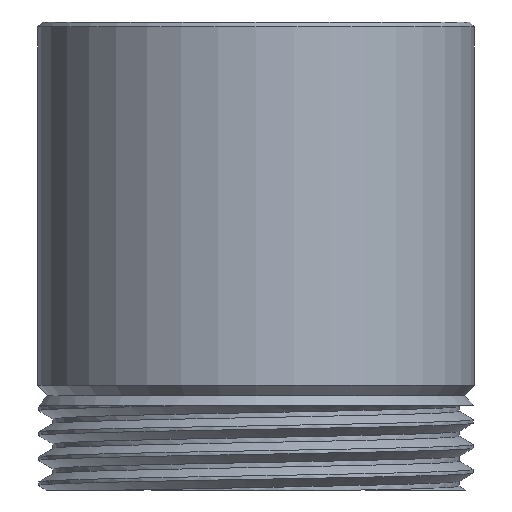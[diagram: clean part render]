
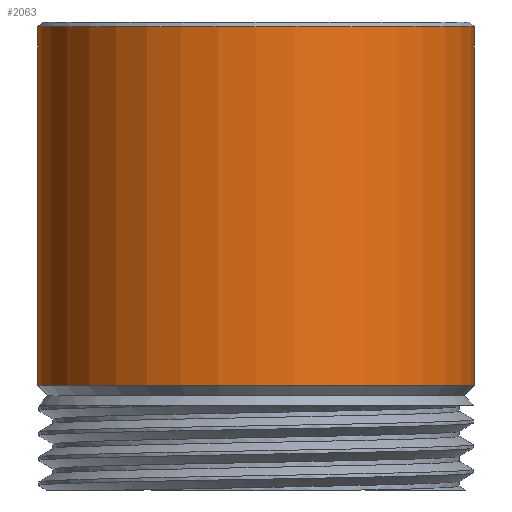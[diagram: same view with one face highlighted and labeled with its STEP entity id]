
A CAD part, front view. The second image highlights one B-rep face of the part: STEP entity #2063.
In plain terms, the highlighted cylindrical face has radius 35 mm (diameter 70 mm), a full revolution.
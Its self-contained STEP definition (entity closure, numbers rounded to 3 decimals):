
#233=FACE_OUTER_BOUND('',#371,.T.);
#371=EDGE_LOOP('',(#1931,#1932,#1933,#1934,#1935,#1936));
#389=CIRCLE('',#2150,35.);
#390=CIRCLE('',#2151,35.);
#393=CIRCLE('',#2195,35.);
#394=CIRCLE('',#2196,35.);
#660=LINE('',#5956,#883);
#883=VECTOR('',#2660,35.);
#1054=VERTEX_POINT('',#5441);
#1055=VERTEX_POINT('',#5443);
#1074=VERTEX_POINT('',#5950);
#1075=VERTEX_POINT('',#5951);
#1301=EDGE_CURVE('',#1054,#1055,#389,.T.);
#1302=EDGE_CURVE('',#1055,#1054,#390,.T.);
#1360=EDGE_CURVE('',#1074,#1075,#393,.T.);
#1361=EDGE_CURVE('',#1075,#1074,#394,.T.);
#1363=EDGE_CURVE('',#1055,#1074,#660,.T.);
#1931=ORIENTED_EDGE('',*,*,#1301,.F.);
#1932=ORIENTED_EDGE('',*,*,#1302,.F.);
#1933=ORIENTED_EDGE('',*,*,#1363,.T.);
#1934=ORIENTED_EDGE('',*,*,#1360,.T.);
#1935=ORIENTED_EDGE('',*,*,#1361,.T.);
#1936=ORIENTED_EDGE('',*,*,#1363,.F.);
#1961=CYLINDRICAL_SURFACE('',#2197,35.);
#2063=ADVANCED_FACE('',(#233),#1961,.T.);
#2150=AXIS2_PLACEMENT_3D('',#5444,#2511,#2512);
#2151=AXIS2_PLACEMENT_3D('',#5445,#2513,#2514);
#2195=AXIS2_PLACEMENT_3D('',#5952,#2653,#2654);
#2196=AXIS2_PLACEMENT_3D('',#5953,#2655,#2656);
#2197=AXIS2_PLACEMENT_3D('',#5955,#2658,#2659);
#2511=DIRECTION('center_axis',(0.,0.,1.));
#2512=DIRECTION('ref_axis',(-1.,0.,0.));
#2513=DIRECTION('center_axis',(0.,0.,1.));
#2514=DIRECTION('ref_axis',(-1.,0.,0.));
#2653=DIRECTION('center_axis',(0.,0.,1.));
#2654=DIRECTION('ref_axis',(1.,0.,0.));
#2655=DIRECTION('center_axis',(0.,0.,1.));
#2656=DIRECTION('ref_axis',(1.,0.,0.));
#2658=DIRECTION('center_axis',(0.,0.,1.));
#2659=DIRECTION('ref_axis',(1.,0.,0.));
#2660=DIRECTION('',(0.,0.,-1.));
#5441=CARTESIAN_POINT('',(35.,0.,74.2));
#5443=CARTESIAN_POINT('',(-35.,0.,74.2));
#5444=CARTESIAN_POINT('Origin',(0.,0.,74.2));
#5445=CARTESIAN_POINT('Origin',(0.,0.,74.2));
#5950=CARTESIAN_POINT('',(-35.,0.,16.804));
#5951=CARTESIAN_POINT('',(0.,-35.,16.804));
#5952=CARTESIAN_POINT('Origin',(0.,0.,16.804));
#5953=CARTESIAN_POINT('Origin',(0.,0.,16.804));
#5955=CARTESIAN_POINT('Origin',(0.,0.,35.));
#5956=CARTESIAN_POINT('',(-35.,0.,35.));
